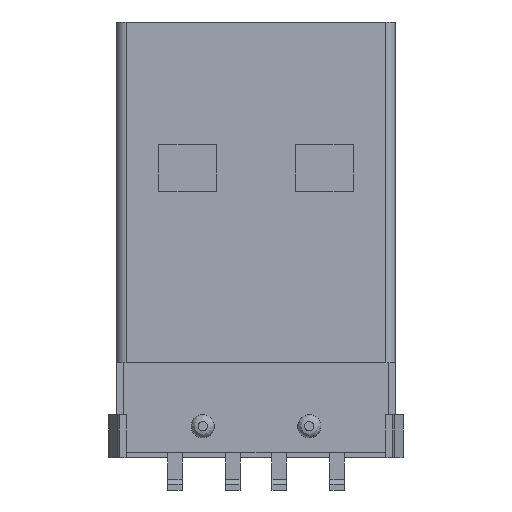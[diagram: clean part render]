
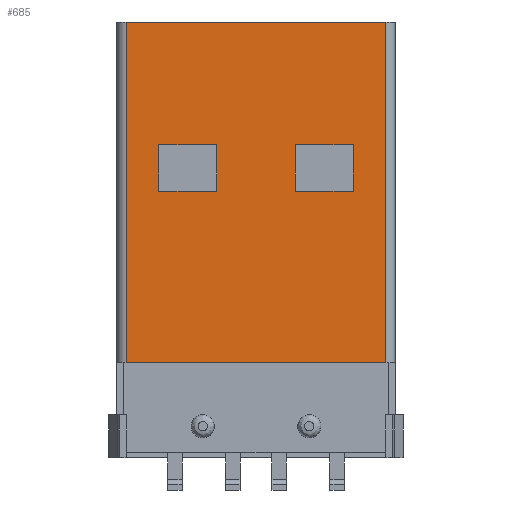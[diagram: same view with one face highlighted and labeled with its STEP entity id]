
A CAD part, front view. The second image highlights one B-rep face of the part: STEP entity #685.
In plain terms, the highlighted planar face has unit normal (0, -1, 0).
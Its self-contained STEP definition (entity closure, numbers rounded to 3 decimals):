
#685 = ADVANCED_FACE( '', ( #1377, #1378, #1379 ), #1380, .F. );
#1377 = FACE_BOUND( '', #2144, .T. );
#1378 = FACE_BOUND( '', #2145, .T. );
#1379 = FACE_OUTER_BOUND( '', #2146, .T. );
#1380 = PLANE( '', #2147 );
#2144 = EDGE_LOOP( '', ( #4049, #4050, #4051, #4052 ) );
#2145 = EDGE_LOOP( '', ( #4053, #4054, #4055, #4056 ) );
#2146 = EDGE_LOOP( '', ( #4057, #4058, #4059, #4060 ) );
#2147 = AXIS2_PLACEMENT_3D( '', #4061, #4062, #4063 );
#4049 = ORIENTED_EDGE( '', *, *, #5124, .F. );
#4050 = ORIENTED_EDGE( '', *, *, #4763, .T. );
#4051 = ORIENTED_EDGE( '', *, *, #5056, .T. );
#4052 = ORIENTED_EDGE( '', *, *, #4417, .F. );
#4053 = ORIENTED_EDGE( '', *, *, #4756, .F. );
#4054 = ORIENTED_EDGE( '', *, *, #4981, .T. );
#4055 = ORIENTED_EDGE( '', *, *, #5032, .T. );
#4056 = ORIENTED_EDGE( '', *, *, #4426, .F. );
#4057 = ORIENTED_EDGE( '', *, *, #5003, .T. );
#4058 = ORIENTED_EDGE( '', *, *, #4698, .F. );
#4059 = ORIENTED_EDGE( '', *, *, #4918, .F. );
#4060 = ORIENTED_EDGE( '', *, *, #4398, .T. );
#4061 = CARTESIAN_POINT( '', ( -5.6, 0., 9.4 ) );
#4062 = DIRECTION( '', ( 0., 1., 0. ) );
#4063 = DIRECTION( '', ( 0., 0., 1. ) );
#4398 = EDGE_CURVE( '', #5284, #5282, #5285, .T. );
#4417 = EDGE_CURVE( '', #5316, #5318, #5319, .T. );
#4426 = EDGE_CURVE( '', #5331, #5333, #5334, .T. );
#4698 = EDGE_CURVE( '', #5794, #5789, #5796, .T. );
#4756 = EDGE_CURVE( '', #5887, #5331, #5889, .T. );
#4763 = EDGE_CURVE( '', #5899, #5897, #5900, .T. );
#4918 = EDGE_CURVE( '', #5284, #5794, #6121, .T. );
#4981 = EDGE_CURVE( '', #5887, #6200, #6202, .T. );
#5003 = EDGE_CURVE( '', #5282, #5789, #6229, .T. );
#5032 = EDGE_CURVE( '', #6200, #5333, #6265, .T. );
#5056 = EDGE_CURVE( '', #5897, #5318, #6294, .T. );
#5124 = EDGE_CURVE( '', #5899, #5316, #6369, .T. );
#5282 = VERTEX_POINT( '', #6572 );
#5284 = VERTEX_POINT( '', #6574 );
#5285 = LINE( '', #6575, #6576 );
#5316 = VERTEX_POINT( '', #6617 );
#5318 = VERTEX_POINT( '', #6620 );
#5319 = LINE( '', #6621, #6622 );
#5331 = VERTEX_POINT( '', #6637 );
#5333 = VERTEX_POINT( '', #6640 );
#5334 = LINE( '', #6641, #6642 );
#5789 = VERTEX_POINT( '', #7299 );
#5794 = VERTEX_POINT( '', #7305 );
#5796 = LINE( '', #7307, #7308 );
#5887 = VERTEX_POINT( '', #7446 );
#5889 = LINE( '', #7449, #7450 );
#5897 = VERTEX_POINT( '', #7459 );
#5899 = VERTEX_POINT( '', #7462 );
#5900 = LINE( '', #7463, #7464 );
#6121 = LINE( '', #7789, #7790 );
#6200 = VERTEX_POINT( '', #7909 );
#6202 = LINE( '', #7912, #7913 );
#6229 = LINE( '', #7952, #7953 );
#6265 = LINE( '', #8003, #8004 );
#6294 = LINE( '', #8045, #8046 );
#6369 = LINE( '', #8157, #8158 );
#6572 = CARTESIAN_POINT( '', ( -5.6, 0., -5.3 ) );
#6574 = CARTESIAN_POINT( '', ( -5.6, 0., 9.4 ) );
#6575 = CARTESIAN_POINT( '', ( -5.6, 0., 9.4 ) );
#6576 = VECTOR( '', #8290, 1000. );
#6617 = CARTESIAN_POINT( '', ( 1.7, 0., 4.1 ) );
#6620 = CARTESIAN_POINT( '', ( 1.7, 0., 2.1 ) );
#6621 = CARTESIAN_POINT( '', ( 1.7, 0., 4.1 ) );
#6622 = VECTOR( '', #8311, 1000. );
#6637 = CARTESIAN_POINT( '', ( -4.2, 0., 4.1 ) );
#6640 = CARTESIAN_POINT( '', ( -4.2, 0., 2.1 ) );
#6641 = CARTESIAN_POINT( '', ( -4.2, 0., 4.1 ) );
#6642 = VECTOR( '', #8322, 1000. );
#7299 = CARTESIAN_POINT( '', ( 5.6, 0., -5.3 ) );
#7305 = CARTESIAN_POINT( '', ( 5.6, 0., 9.4 ) );
#7307 = CARTESIAN_POINT( '', ( 5.6, 0., 9.4 ) );
#7308 = VECTOR( '', #8592, 1000. );
#7446 = CARTESIAN_POINT( '', ( -1.7, 0., 4.1 ) );
#7449 = CARTESIAN_POINT( '', ( -1.7, 0., 4.1 ) );
#7450 = VECTOR( '', #8644, 1000. );
#7459 = CARTESIAN_POINT( '', ( 4.2, 0., 2.1 ) );
#7462 = CARTESIAN_POINT( '', ( 4.2, 0., 4.1 ) );
#7463 = CARTESIAN_POINT( '', ( 4.2, 0., 4.1 ) );
#7464 = VECTOR( '', #8653, 1000. );
#7789 = CARTESIAN_POINT( '', ( -5.6, 0., 9.4 ) );
#7790 = VECTOR( '', #8788, 1000. );
#7909 = CARTESIAN_POINT( '', ( -1.7, 0., 2.1 ) );
#7912 = CARTESIAN_POINT( '', ( -1.7, 0., 4.1 ) );
#7913 = VECTOR( '', #8839, 1000. );
#7952 = CARTESIAN_POINT( '', ( -5.6, 0., -5.3 ) );
#7953 = VECTOR( '', #8855, 1000. );
#8003 = CARTESIAN_POINT( '', ( -1.7, 0., 2.1 ) );
#8004 = VECTOR( '', #8882, 1000. );
#8045 = CARTESIAN_POINT( '', ( 4.2, 0., 2.1 ) );
#8046 = VECTOR( '', #8913, 1000. );
#8157 = CARTESIAN_POINT( '', ( 4.2, 0., 4.1 ) );
#8158 = VECTOR( '', #8959, 1000. );
#8290 = DIRECTION( '', ( 0., 0., -1. ) );
#8311 = DIRECTION( '', ( 0., 0., -1. ) );
#8322 = DIRECTION( '', ( 0., 0., -1. ) );
#8592 = DIRECTION( '', ( 0., 0., -1. ) );
#8644 = DIRECTION( '', ( -1., 0., 0. ) );
#8653 = DIRECTION( '', ( 0., 0., -1. ) );
#8788 = DIRECTION( '', ( 1., 0., 0. ) );
#8839 = DIRECTION( '', ( 0., 0., -1. ) );
#8855 = DIRECTION( '', ( 1., 0., 0. ) );
#8882 = DIRECTION( '', ( -1., 0., 0. ) );
#8913 = DIRECTION( '', ( -1., 0., 0. ) );
#8959 = DIRECTION( '', ( -1., 0., 0. ) );
